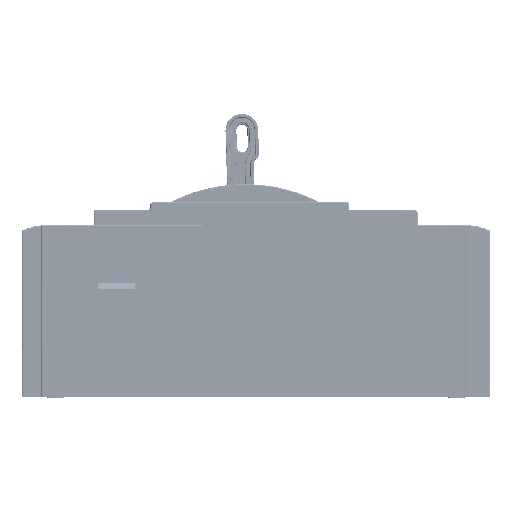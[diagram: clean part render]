
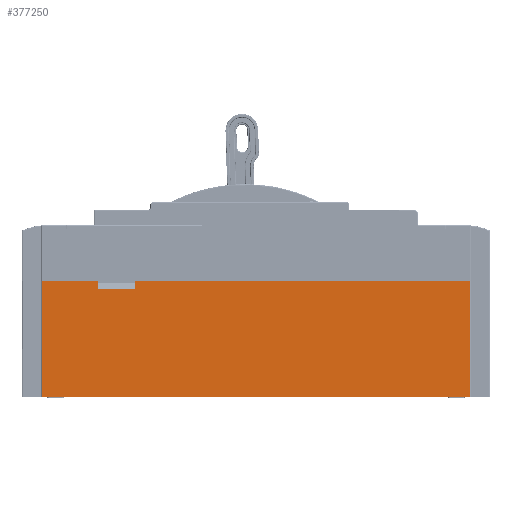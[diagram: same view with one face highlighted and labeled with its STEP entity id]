
A CAD part, left-side view. The second image highlights one B-rep face of the part: STEP entity #377250.
In plain terms, the highlighted planar face has unit normal (-1, 0, 0).
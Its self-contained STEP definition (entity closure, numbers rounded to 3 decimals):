
#1757 = EDGE_CURVE ( 'NONE', #295426, #76748, #174212, .T. ) ;
#9431 = CARTESIAN_POINT ( 'NONE',  ( 0., 215., -4.5 ) ) ;
#11900 = DIRECTION ( 'NONE',  ( 0., 1., 0. ) ) ;
#12429 = LINE ( 'NONE', #50246, #388843 ) ;
#25773 = VERTEX_POINT ( 'NONE', #9431 ) ;
#26414 = EDGE_CURVE ( 'NONE', #356286, #312999, #243513, .T. ) ;
#31931 = FACE_OUTER_BOUND ( 'NONE', #98943, .T. ) ;
#32898 = EDGE_CURVE ( 'NONE', #352396, #25773, #200975, .T. ) ;
#38132 = ORIENTED_EDGE ( 'NONE', *, *, #1757, .F. ) ;
#48793 = CARTESIAN_POINT ( 'NONE',  ( 0., 246., -63.7 ) ) ;
#50246 = CARTESIAN_POINT ( 'NONE',  ( 0., 10.5, -4.5 ) ) ;
#58424 = ORIENTED_EDGE ( 'NONE', *, *, #226849, .F. ) ;
#76748 = VERTEX_POINT ( 'NONE', #158278 ) ;
#77587 = VECTOR ( 'NONE', #118634, 1000. ) ;
#79535 = LINE ( 'NONE', #180170, #98906 ) ;
#80098 = ORIENTED_EDGE ( 'NONE', *, *, #205081, .F. ) ;
#98906 = VECTOR ( 'NONE', #395852, 1000. ) ;
#98943 = EDGE_LOOP ( 'NONE', ( #184827, #179478, #80098, #172277, #58424, #38132, #366542, #196787 ) ) ;
#104710 = VECTOR ( 'NONE', #268030, 1000. ) ;
#113091 = VECTOR ( 'NONE', #343315, 1000. ) ;
#113682 = DIRECTION ( 'NONE',  ( 0., 0., 1. ) ) ;
#118634 = DIRECTION ( 'NONE',  ( 0., -1., 0. ) ) ;
#126634 = EDGE_CURVE ( 'NONE', #275850, #352396, #275030, .T. ) ;
#129060 = VERTEX_POINT ( 'NONE', #211748 ) ;
#158278 = CARTESIAN_POINT ( 'NONE',  ( 0., 11., 0. ) ) ;
#165738 = VECTOR ( 'NONE', #251520, 1000. ) ;
#172277 = ORIENTED_EDGE ( 'NONE', *, *, #26414, .F. ) ;
#174212 = LINE ( 'NONE', #362659, #77587 ) ;
#177175 = LINE ( 'NONE', #298210, #394018 ) ;
#179478 = ORIENTED_EDGE ( 'NONE', *, *, #126634, .F. ) ;
#180170 = CARTESIAN_POINT ( 'NONE',  ( 0., 11., -64. ) ) ;
#184827 = ORIENTED_EDGE ( 'NONE', *, *, #32898, .F. ) ;
#193477 = CARTESIAN_POINT ( 'NONE',  ( 0., 246., -64. ) ) ;
#196787 = ORIENTED_EDGE ( 'NONE', *, *, #282894, .F. ) ;
#199649 = CARTESIAN_POINT ( 'NONE',  ( 0., 215., 0. ) ) ;
#200975 = LINE ( 'NONE', #238476, #104710 ) ;
#205081 = EDGE_CURVE ( 'NONE', #312999, #275850, #344519, .T. ) ;
#210084 = CARTESIAN_POINT ( 'NONE',  ( 0., 10.5, 0. ) ) ;
#211748 = CARTESIAN_POINT ( 'NONE',  ( 0., 195., -4.5 ) ) ;
#226849 = EDGE_CURVE ( 'NONE', #76748, #356286, #79535, .T. ) ;
#235783 = DIRECTION ( 'NONE',  ( 0., -1., 0. ) ) ;
#238476 = CARTESIAN_POINT ( 'NONE',  ( 0., 215., -64. ) ) ;
#241468 = VECTOR ( 'NONE', #235783, 1000. ) ;
#243513 = LINE ( 'NONE', #312210, #113091 ) ;
#251520 = DIRECTION ( 'NONE',  ( 0., 0., 1. ) ) ;
#253360 = CARTESIAN_POINT ( 'NONE',  ( 0., 246., 0. ) ) ;
#257199 = DIRECTION ( 'NONE',  ( 1., 0., 0. ) ) ;
#264618 = AXIS2_PLACEMENT_3D ( 'NONE', #350278, #257199, #11900 ) ;
#268030 = DIRECTION ( 'NONE',  ( 0., 0., -1. ) ) ;
#275030 = LINE ( 'NONE', #210084, #241468 ) ;
#275850 = VERTEX_POINT ( 'NONE', #253360 ) ;
#282894 = EDGE_CURVE ( 'NONE', #25773, #129060, #12429, .T. ) ;
#283015 = CARTESIAN_POINT ( 'NONE',  ( 0., 195., 0. ) ) ;
#284760 = CARTESIAN_POINT ( 'NONE',  ( 0., 11., -63.7 ) ) ;
#295426 = VERTEX_POINT ( 'NONE', #283015 ) ;
#298210 = CARTESIAN_POINT ( 'NONE',  ( 0., 195., -64. ) ) ;
#312210 = CARTESIAN_POINT ( 'NONE',  ( 0., 225.5, -63.7 ) ) ;
#312999 = VERTEX_POINT ( 'NONE', #48793 ) ;
#343315 = DIRECTION ( 'NONE',  ( 0., 1., 0. ) ) ;
#344519 = LINE ( 'NONE', #193477, #165738 ) ;
#350278 = CARTESIAN_POINT ( 'NONE',  ( 0., 10.5, -64. ) ) ;
#352396 = VERTEX_POINT ( 'NONE', #199649 ) ;
#352945 = PLANE ( 'NONE',  #264618 ) ;
#356286 = VERTEX_POINT ( 'NONE', #284760 ) ;
#362659 = CARTESIAN_POINT ( 'NONE',  ( 0., 10.5, 0. ) ) ;
#366542 = ORIENTED_EDGE ( 'NONE', *, *, #397350, .F. ) ;
#377250 = ADVANCED_FACE ( 'NONE', ( #31931 ), #352945, .F. ) ;
#388843 = VECTOR ( 'NONE', #389950, 1000. ) ;
#389950 = DIRECTION ( 'NONE',  ( 0., -1., 0. ) ) ;
#394018 = VECTOR ( 'NONE', #113682, 1000. ) ;
#395852 = DIRECTION ( 'NONE',  ( 0., 0., -1. ) ) ;
#397350 = EDGE_CURVE ( 'NONE', #129060, #295426, #177175, .T. ) ;
